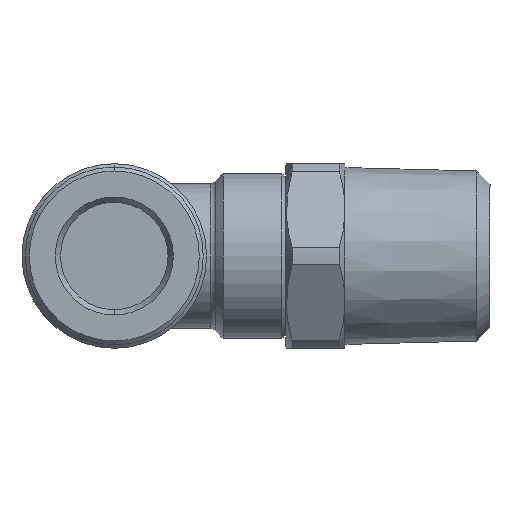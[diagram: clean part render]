
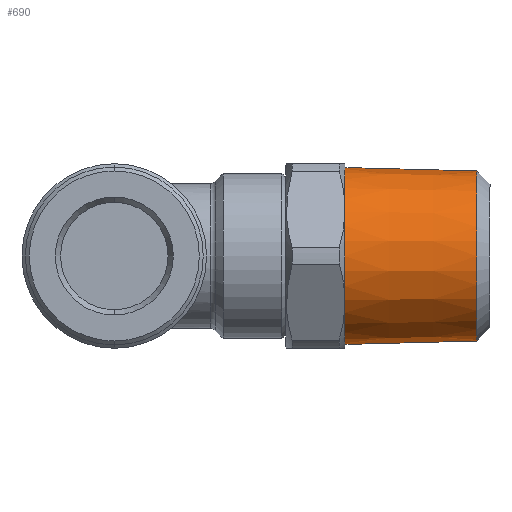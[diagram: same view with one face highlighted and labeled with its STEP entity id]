
A CAD part, left-side view. The second image highlights one B-rep face of the part: STEP entity #690.
In plain terms, the highlighted conical face has half-angle 1.47 degrees and reference radius 6.707 mm.
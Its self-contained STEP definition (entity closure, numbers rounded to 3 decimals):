
#494 = EDGE_CURVE ( 'NONE', #2288, #2290, #3143, .T. ) ;
#690 = ADVANCED_FACE ( 'NONE', ( #1850 ), #1849, .T. ) ;
#698 = ORIENTED_EDGE ( 'NONE', *, *, #2272, .F. ) ;
#699 = ORIENTED_EDGE ( 'NONE', *, *, #494, .F. ) ;
#700 = EDGE_LOOP ( 'NONE', ( #698, #699, #722, #725 ) ) ;
#722 = ORIENTED_EDGE ( 'NONE', *, *, #2281, .T. ) ;
#724 = EDGE_CURVE ( 'NONE', #2274, #2273, #1956, .T. ) ;
#725 = ORIENTED_EDGE ( 'NONE', *, *, #724, .T. ) ;
#1846 = DIRECTION ( 'NONE',  ( 0., 1., 0. ) ) ;
#1847 = AXIS2_PLACEMENT_3D ( 'NONE', #1848, #1846, #1901 ) ;
#1848 = CARTESIAN_POINT ( 'NONE',  ( 0., -17.5, 0. ) ) ;
#1849 = CONICAL_SURFACE ( 'NONE', #1847, 6.707, 0.026 ) ;
#1850 = FACE_OUTER_BOUND ( 'NONE', #700, .T. ) ;
#1901 = DIRECTION ( 'NONE',  ( 0., 0., 1. ) ) ;
#1952 = DIRECTION ( 'NONE',  ( 0., 0., -1. ) ) ;
#1953 = DIRECTION ( 'NONE',  ( 0., -1., 0. ) ) ;
#1954 = CARTESIAN_POINT ( 'NONE',  ( 0., -17.5, 0. ) ) ;
#1955 = AXIS2_PLACEMENT_3D ( 'NONE', #1954, #1953, #1952 ) ;
#1956 = CIRCLE ( 'NONE', #1955, 6.707 ) ;
#2272 = EDGE_CURVE ( 'NONE', #2290, #2273, #3684, .T. ) ;
#2273 = VERTEX_POINT ( 'NONE', #3680 ) ;
#2274 = VERTEX_POINT ( 'NONE', #3679 ) ;
#2281 = EDGE_CURVE ( 'NONE', #2288, #2274, #3644, .T. ) ;
#2288 = VERTEX_POINT ( 'NONE', #3631 ) ;
#2290 = VERTEX_POINT ( 'NONE', #3625 ) ;
#3139 = DIRECTION ( 'NONE',  ( 0., 0., -1. ) ) ;
#3140 = DIRECTION ( 'NONE',  ( 0., -1., 0. ) ) ;
#3141 = CARTESIAN_POINT ( 'NONE',  ( 0., -27.5, 0. ) ) ;
#3142 = AXIS2_PLACEMENT_3D ( 'NONE', #3141, #3140, #3139 ) ;
#3143 = CIRCLE ( 'NONE', #3142, 6.45 ) ;
#3625 = CARTESIAN_POINT ( 'NONE',  ( 0., -27.5, -6.45 ) ) ;
#3631 = CARTESIAN_POINT ( 'NONE',  ( 0., -27.5, 6.45 ) ) ;
#3643 = CARTESIAN_POINT ( 'NONE',  ( 0., -17.5, 6.707 ) ) ;
#3644 = LINE ( 'NONE', #3643, #3724 ) ;
#3679 = CARTESIAN_POINT ( 'NONE',  ( 0., -17.5, 6.707 ) ) ;
#3680 = CARTESIAN_POINT ( 'NONE',  ( 0., -17.5, -6.707 ) ) ;
#3681 = DIRECTION ( 'NONE',  ( 0., 1., -0.026 ) ) ;
#3682 = VECTOR ( 'NONE', #3681, 1000. ) ;
#3683 = CARTESIAN_POINT ( 'NONE',  ( 0., -17.5, -6.707 ) ) ;
#3684 = LINE ( 'NONE', #3683, #3682 ) ;
#3723 = DIRECTION ( 'NONE',  ( 0., 1., 0.026 ) ) ;
#3724 = VECTOR ( 'NONE', #3723, 1000. ) ;
